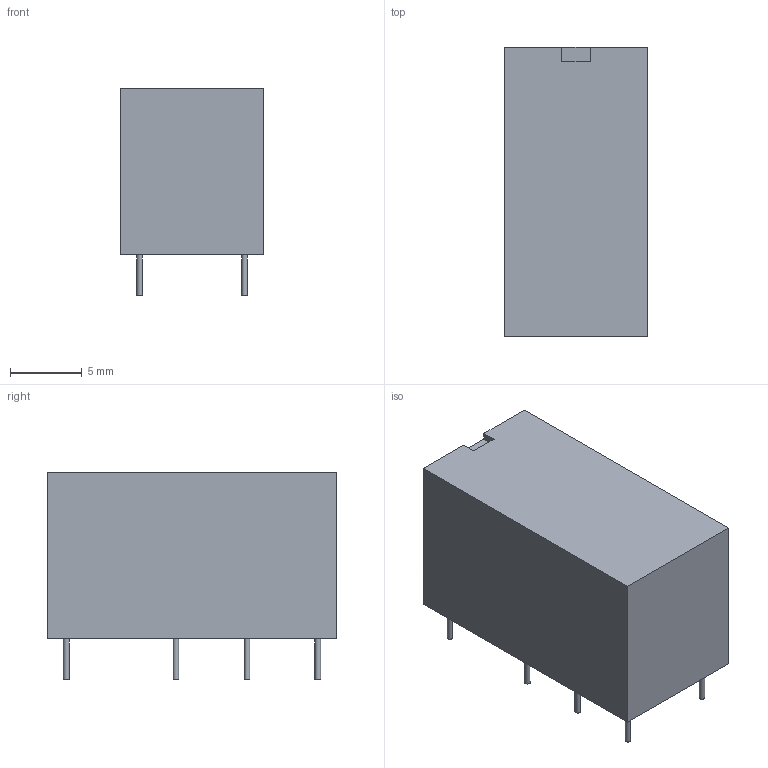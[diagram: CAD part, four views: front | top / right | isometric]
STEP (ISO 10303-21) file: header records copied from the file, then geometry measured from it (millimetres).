
FILE_DESCRIPTION(/* description */ (''),/* implementation_level */ '2;1');
FILE_NAME(/* name */ 'Mystery_Relay_v3.step',/* time_stamp */ '2023-02-08T21:40:59-05:00',/* author */ (''),/* organization */ (''),/* preprocessor_version */ 'ST-DEVELOPER v19.2',/* originating_system */ 'Autodesk Translation Framework v11.17.0.187',/* authorisation */ '');
FILE_SCHEMA (('AUTOMOTIVE_DESIGN { 1 0 10303 214 3 1 1 }'));
Length unit declared in the file: millimetre
Products named in the file (1): Mystery_Relay
Bounding box: 10 x 20.2 x 14.5 mm (x, y, z)
Volume: 2278 mm3; surface area: 1161.9 mm2
Topology: 1 solids, 1 shells, 31 faces, 60 edges, 40 vertices
Faces by surface type: plane 23, cylinder 8
Full cylindrical faces by diameter (mm): 0.39 x8
Entity records: 845 total; most frequent: DIRECTION 140, CARTESIAN_POINT 132, ORIENTED_EDGE 120, EDGE_CURVE 60, AXIS2_PLACEMENT_3D 48, LINE 44, VECTOR 44, EDGE_LOOP 40
